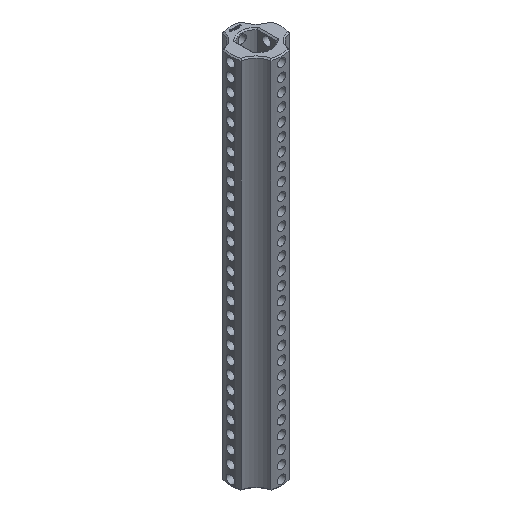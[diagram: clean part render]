
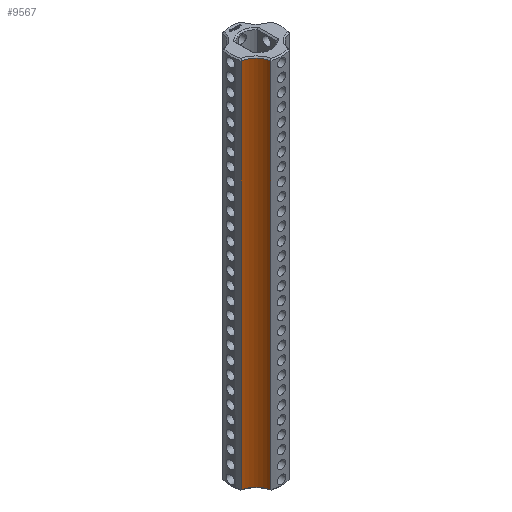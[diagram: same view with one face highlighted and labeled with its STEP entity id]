
A CAD part, isometric view. The second image highlights one B-rep face of the part: STEP entity #9567.
In plain terms, the highlighted cylindrical face has radius 5 mm (diameter 10 mm), a partial arc.
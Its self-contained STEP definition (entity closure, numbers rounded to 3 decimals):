
#3091 = EDGE_CURVE('',#3092,#3094,#3096,.T.);
#3092 = VERTEX_POINT('',#3093);
#3093 = CARTESIAN_POINT('',(-2.225,-5.841,0.3));
#3094 = VERTEX_POINT('',#3095);
#3095 = CARTESIAN_POINT('',(-2.225,-5.841,90.325));
#3096 = LINE('',#3097,#3098);
#3097 = CARTESIAN_POINT('',(-2.225,-5.841,0.));
#3098 = VECTOR('',#3099,1.);
#3099 = DIRECTION('',(0.,0.,1.));
#9567 = ADVANCED_FACE('',(#9568),#9595,.F.);
#9568 = FACE_BOUND('',#9569,.T.);
#9569 = EDGE_LOOP('',(#9570,#9571,#9580,#9588));
#9570 = ORIENTED_EDGE('',*,*,#3091,.T.);
#9571 = ORIENTED_EDGE('',*,*,#9572,.T.);
#9572 = EDGE_CURVE('',#3094,#9573,#9575,.T.);
#9573 = VERTEX_POINT('',#9574);
#9574 = CARTESIAN_POINT('',(-5.841,-2.225,90.325));
#9575 = CIRCLE('',#9576,5.);
#9576 = AXIS2_PLACEMENT_3D('',#9577,#9578,#9579);
#9577 = CARTESIAN_POINT('',(-7.071,-7.071,90.325));
#9578 = DIRECTION('',(0.,-0.,1.));
#9579 = DIRECTION('',(0.969,0.246,0.));
#9580 = ORIENTED_EDGE('',*,*,#9581,.F.);
#9581 = EDGE_CURVE('',#9582,#9573,#9584,.T.);
#9582 = VERTEX_POINT('',#9583);
#9583 = CARTESIAN_POINT('',(-5.841,-2.225,0.3));
#9584 = LINE('',#9585,#9586);
#9585 = CARTESIAN_POINT('',(-5.841,-2.225,0.));
#9586 = VECTOR('',#9587,1.);
#9587 = DIRECTION('',(0.,0.,1.));
#9588 = ORIENTED_EDGE('',*,*,#9589,.F.);
#9589 = EDGE_CURVE('',#3092,#9582,#9590,.T.);
#9590 = CIRCLE('',#9591,5.);
#9591 = AXIS2_PLACEMENT_3D('',#9592,#9593,#9594);
#9592 = CARTESIAN_POINT('',(-7.071,-7.071,0.3));
#9593 = DIRECTION('',(0.,-0.,1.));
#9594 = DIRECTION('',(0.969,0.246,0.));
#9595 = CYLINDRICAL_SURFACE('',#9596,5.);
#9596 = AXIS2_PLACEMENT_3D('',#9597,#9598,#9599);
#9597 = CARTESIAN_POINT('',(-7.071,-7.071,0.));
#9598 = DIRECTION('',(-0.,-0.,-1.));
#9599 = DIRECTION('',(1.,0.,0.));
